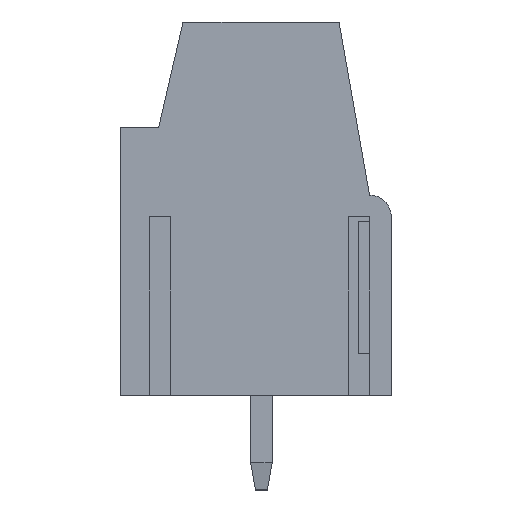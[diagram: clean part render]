
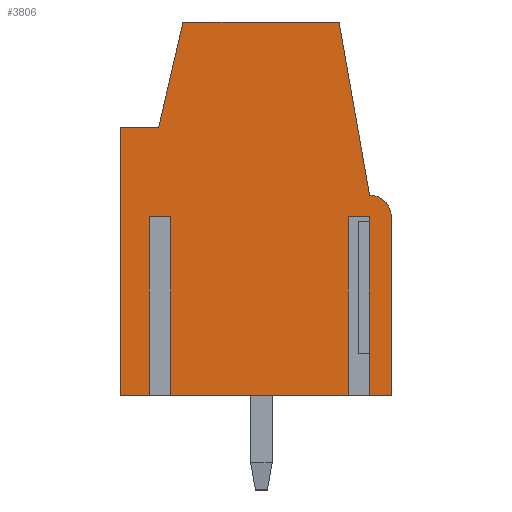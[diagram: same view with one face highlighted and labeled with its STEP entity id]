
A CAD part, left-side view. The second image highlights one B-rep face of the part: STEP entity #3806.
In plain terms, the highlighted planar face has unit normal (-1, 0, 0).
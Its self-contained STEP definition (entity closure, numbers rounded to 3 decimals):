
#3518=AXIS2_PLACEMENT_3D('Circle Axis2P3D',#3516,#3517,$) ;
#3743=AXIS2_PLACEMENT_3D('Plane Axis2P3D',#3740,#3741,#3742) ;
#2722=CARTESIAN_POINT('Vertex',(0.,0.,3.5)) ;
#2725=CARTESIAN_POINT('Line Origine',(0.,0.405,3.5)) ;
#2729=CARTESIAN_POINT('Vertex',(0.,0.81,3.5)) ;
#2750=CARTESIAN_POINT('Vertex',(0.,1.59,3.5)) ;
#2753=CARTESIAN_POINT('Line Origine',(0.,4.875,3.5)) ;
#2757=CARTESIAN_POINT('Vertex',(0.,8.16,3.5)) ;
#2778=CARTESIAN_POINT('Vertex',(0.,8.94,3.5)) ;
#2781=CARTESIAN_POINT('Line Origine',(0.,9.47,3.5)) ;
#2785=CARTESIAN_POINT('Vertex',(0.,10.,3.5)) ;
#3229=CARTESIAN_POINT('Line Origine',(0.,10.,8.45)) ;
#3233=CARTESIAN_POINT('Vertex',(0.,10.,13.4)) ;
#3380=CARTESIAN_POINT('Vertex',(0.,8.6,13.4)) ;
#3383=CARTESIAN_POINT('Line Origine',(0.,8.15,15.35)) ;
#3387=CARTESIAN_POINT('Vertex',(0.,7.7,17.3)) ;
#3418=CARTESIAN_POINT('Line Origine',(0.,4.814,17.3)) ;
#3422=CARTESIAN_POINT('Vertex',(0.,1.928,17.3)) ;
#3485=CARTESIAN_POINT('Line Origine',(0.,1.364,14.1)) ;
#3489=CARTESIAN_POINT('Vertex',(0.,0.8,10.9)) ;
#3516=CARTESIAN_POINT('Axis2P3D Location',(0.,0.8,10.1)) ;
#3520=CARTESIAN_POINT('Vertex',(0.,0.,10.1)) ;
#3547=CARTESIAN_POINT('Line Origine',(0.,0.,6.8)) ;
#3740=CARTESIAN_POINT('Axis2P3D Location',(0.,10.,0.3)) ;
#3745=CARTESIAN_POINT('Line Origine',(0.,1.59,6.8)) ;
#3749=CARTESIAN_POINT('Vertex',(0.,1.59,10.1)) ;
#3752=CARTESIAN_POINT('Line Origine',(0.,1.2,10.1)) ;
#3756=CARTESIAN_POINT('Vertex',(0.,0.81,10.1)) ;
#3759=CARTESIAN_POINT('Line Origine',(0.,0.81,6.8)) ;
#3764=CARTESIAN_POINT('Line Origine',(0.,9.3,13.4)) ;
#3769=CARTESIAN_POINT('Line Origine',(0.,8.94,6.8)) ;
#3773=CARTESIAN_POINT('Vertex',(0.,8.94,10.1)) ;
#3776=CARTESIAN_POINT('Line Origine',(0.,8.55,10.1)) ;
#3780=CARTESIAN_POINT('Vertex',(0.,8.16,10.1)) ;
#3783=CARTESIAN_POINT('Line Origine',(0.,8.16,6.8)) ;
#2726=DIRECTION('Vector Direction',(0.,-1.,0.)) ;
#2754=DIRECTION('Vector Direction',(0.,-1.,0.)) ;
#2782=DIRECTION('Vector Direction',(0.,-1.,0.)) ;
#3230=DIRECTION('Vector Direction',(0.,0.,-1.)) ;
#3384=DIRECTION('Vector Direction',(0.,0.225,-0.974)) ;
#3419=DIRECTION('Vector Direction',(0.,1.,0.)) ;
#3486=DIRECTION('Vector Direction',(0.,0.174,0.985)) ;
#3517=DIRECTION('Axis2P3D Direction',(-1.,0.,0.)) ;
#3548=DIRECTION('Vector Direction',(0.,0.,1.)) ;
#3741=DIRECTION('Axis2P3D Direction',(-1.,0.,0.)) ;
#3742=DIRECTION('Axis2P3D XDirection',(0.,1.,0.)) ;
#3746=DIRECTION('Vector Direction',(0.,0.,1.)) ;
#3753=DIRECTION('Vector Direction',(0.,1.,0.)) ;
#3760=DIRECTION('Vector Direction',(0.,0.,1.)) ;
#3765=DIRECTION('Vector Direction',(0.,1.,0.)) ;
#3770=DIRECTION('Vector Direction',(0.,0.,1.)) ;
#3777=DIRECTION('Vector Direction',(0.,1.,0.)) ;
#3784=DIRECTION('Vector Direction',(0.,0.,1.)) ;
#2727=VECTOR('Line Direction',#2726,1.) ;
#2755=VECTOR('Line Direction',#2754,1.) ;
#2783=VECTOR('Line Direction',#2782,1.) ;
#3231=VECTOR('Line Direction',#3230,1.) ;
#3385=VECTOR('Line Direction',#3384,1.) ;
#3420=VECTOR('Line Direction',#3419,1.) ;
#3487=VECTOR('Line Direction',#3486,1.) ;
#3549=VECTOR('Line Direction',#3548,1.) ;
#3747=VECTOR('Line Direction',#3746,1.) ;
#3754=VECTOR('Line Direction',#3753,1.) ;
#3761=VECTOR('Line Direction',#3760,1.) ;
#3766=VECTOR('Line Direction',#3765,1.) ;
#3771=VECTOR('Line Direction',#3770,1.) ;
#3778=VECTOR('Line Direction',#3777,1.) ;
#3785=VECTOR('Line Direction',#3784,1.) ;
#3789=ORIENTED_EDGE('',*,*,#2759,.T.) ;
#3790=ORIENTED_EDGE('',*,*,#3751,.T.) ;
#3791=ORIENTED_EDGE('',*,*,#3758,.F.) ;
#3792=ORIENTED_EDGE('',*,*,#3763,.F.) ;
#3793=ORIENTED_EDGE('',*,*,#2731,.T.) ;
#3794=ORIENTED_EDGE('',*,*,#3551,.T.) ;
#3795=ORIENTED_EDGE('',*,*,#3522,.T.) ;
#3796=ORIENTED_EDGE('',*,*,#3491,.T.) ;
#3797=ORIENTED_EDGE('',*,*,#3424,.T.) ;
#3798=ORIENTED_EDGE('',*,*,#3389,.T.) ;
#3799=ORIENTED_EDGE('',*,*,#3768,.T.) ;
#3800=ORIENTED_EDGE('',*,*,#3235,.T.) ;
#3801=ORIENTED_EDGE('',*,*,#2787,.T.) ;
#3802=ORIENTED_EDGE('',*,*,#3775,.T.) ;
#3803=ORIENTED_EDGE('',*,*,#3782,.F.) ;
#3804=ORIENTED_EDGE('',*,*,#3787,.F.) ;
#3806=ADVANCED_FACE('HOUSING',(#3805),#3744,.T.) ;
#3519=CIRCLE('generated circle',#3518,0.8) ;
#2731=EDGE_CURVE('',#2730,#2723,#2728,.T.) ;
#2759=EDGE_CURVE('',#2758,#2751,#2756,.T.) ;
#2787=EDGE_CURVE('',#2786,#2779,#2784,.T.) ;
#3235=EDGE_CURVE('',#3234,#2786,#3232,.T.) ;
#3389=EDGE_CURVE('',#3388,#3381,#3386,.T.) ;
#3424=EDGE_CURVE('',#3423,#3388,#3421,.T.) ;
#3491=EDGE_CURVE('',#3490,#3423,#3488,.T.) ;
#3522=EDGE_CURVE('',#3521,#3490,#3519,.T.) ;
#3551=EDGE_CURVE('',#2723,#3521,#3550,.T.) ;
#3751=EDGE_CURVE('',#2751,#3750,#3748,.T.) ;
#3758=EDGE_CURVE('',#3757,#3750,#3755,.T.) ;
#3763=EDGE_CURVE('',#2730,#3757,#3762,.T.) ;
#3768=EDGE_CURVE('',#3381,#3234,#3767,.T.) ;
#3775=EDGE_CURVE('',#2779,#3774,#3772,.T.) ;
#3782=EDGE_CURVE('',#3781,#3774,#3779,.T.) ;
#3787=EDGE_CURVE('',#2758,#3781,#3786,.T.) ;
#3788=EDGE_LOOP('',(#3789,#3790,#3791,#3792,#3793,#3794,#3795,#3796,#3797,#3798,#3799,#3800,#3801,#3802,#3803,#3804)) ;
#3805=FACE_OUTER_BOUND('',#3788,.T.) ;
#2728=LINE('Line',#2725,#2727) ;
#2756=LINE('Line',#2753,#2755) ;
#2784=LINE('Line',#2781,#2783) ;
#3232=LINE('Line',#3229,#3231) ;
#3386=LINE('Line',#3383,#3385) ;
#3421=LINE('Line',#3418,#3420) ;
#3488=LINE('Line',#3485,#3487) ;
#3550=LINE('Line',#3547,#3549) ;
#3748=LINE('Line',#3745,#3747) ;
#3755=LINE('Line',#3752,#3754) ;
#3762=LINE('Line',#3759,#3761) ;
#3767=LINE('Line',#3764,#3766) ;
#3772=LINE('Line',#3769,#3771) ;
#3779=LINE('Line',#3776,#3778) ;
#3786=LINE('Line',#3783,#3785) ;
#3744=PLANE('',#3743) ;
#2723=VERTEX_POINT('',#2722) ;
#2730=VERTEX_POINT('',#2729) ;
#2751=VERTEX_POINT('',#2750) ;
#2758=VERTEX_POINT('',#2757) ;
#2779=VERTEX_POINT('',#2778) ;
#2786=VERTEX_POINT('',#2785) ;
#3234=VERTEX_POINT('',#3233) ;
#3381=VERTEX_POINT('',#3380) ;
#3388=VERTEX_POINT('',#3387) ;
#3423=VERTEX_POINT('',#3422) ;
#3490=VERTEX_POINT('',#3489) ;
#3521=VERTEX_POINT('',#3520) ;
#3750=VERTEX_POINT('',#3749) ;
#3757=VERTEX_POINT('',#3756) ;
#3774=VERTEX_POINT('',#3773) ;
#3781=VERTEX_POINT('',#3780) ;
